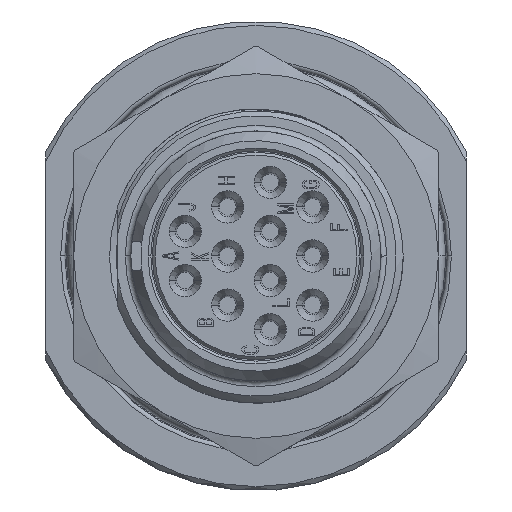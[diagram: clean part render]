
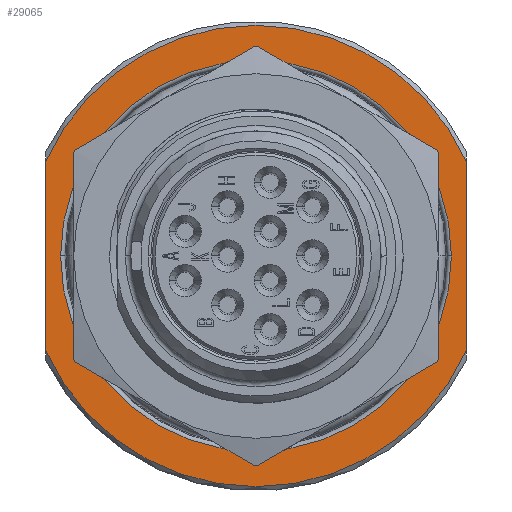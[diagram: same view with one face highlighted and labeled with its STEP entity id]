
A CAD part, left-side view. The second image highlights one B-rep face of the part: STEP entity #29065.
In plain terms, the highlighted planar face has unit normal (-1, 0, 0).
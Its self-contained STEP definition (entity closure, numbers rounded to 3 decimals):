
#107=CARTESIAN_POINT('',(20.5,15.274,-16.75));
#108=DIRECTION('',(-1.,0.,0.));
#109=DIRECTION('',(0.,0.912,-0.411));
#110=AXIS2_PLACEMENT_3D('',#107,#108,#109);
#131=DIRECTION('',(0.,0.,1.));
#132=VECTOR('',#131,13.506);
#133=CARTESIAN_POINT('',(20.5,30.274,-23.503));
#134=LINE('2095',#133,#132);
#135=DIRECTION('',(0.,0.,-1.));
#136=VECTOR('',#135,13.506);
#137=CARTESIAN_POINT('',(20.5,0.274,-9.997));
#138=LINE('2094',#137,#136);
#139=CARTESIAN_POINT('',(20.5,15.274,-16.75));
#140=DIRECTION('',(1.,0.,0.));
#141=DIRECTION('',(0.,0.912,0.411));
#142=AXIS2_PLACEMENT_3D('',#139,#140,#141);
#163=CARTESIAN_POINT('',(20.5,15.274,-16.75));
#164=DIRECTION('',(1.,0.,0.));
#165=DIRECTION('',(0.,1.,0.));
#166=AXIS2_PLACEMENT_3D('',#163,#164,#165);
#178=CARTESIAN_POINT('',(20.5,15.274,-16.75));
#179=DIRECTION('',(1.,0.,0.));
#180=DIRECTION('',(0.,-1.,0.));
#181=AXIS2_PLACEMENT_3D('',#178,#179,#180);
#24113=CARTESIAN_POINT('',(20.5,29.212,-16.75));
#24114=CARTESIAN_POINT('',(20.5,1.335,-16.75));
#24115=VERTEX_POINT('',#24113);
#24116=VERTEX_POINT('',#24114);
#24165=CARTESIAN_POINT('',(20.5,30.274,-9.997));
#24166=CARTESIAN_POINT('',(20.5,0.274,-9.997));
#24167=VERTEX_POINT('',#24165);
#24168=VERTEX_POINT('',#24166);
#24181=CARTESIAN_POINT('',(20.5,30.274,-23.503));
#24182=CARTESIAN_POINT('',(20.5,0.274,-23.503));
#24183=VERTEX_POINT('',#24181);
#24184=VERTEX_POINT('',#24182);
#29047=CARTESIAN_POINT('',(20.5,15.274,-16.75));
#29048=DIRECTION('',(1.,0.,0.));
#29049=DIRECTION('',(0.,-1.,0.));
#29050=AXIS2_PLACEMENT_3D('',#29047,#29048,#29049);
#29051=PLANE('247',#29050);
#29052=ORIENTED_EDGE('2095',*,*,#28948,.T.);
#29054=ORIENTED_EDGE('2076',*,*,#29053,.T.);
#29055=ORIENTED_EDGE('2094',*,*,#28999,.T.);
#29056=ORIENTED_EDGE('2086',*,*,#29039,.F.);
#29057=EDGE_LOOP('247',(#29052,#29054,#29055,#29056));
#29058=FACE_OUTER_BOUND('247',#29057,.F.);
#29060=ORIENTED_EDGE('2034',*,*,#29059,.F.);
#29062=ORIENTED_EDGE('2036',*,*,#29061,.F.);
#29063=EDGE_LOOP('247',(#29060,#29062));
#29064=FACE_BOUND('247',#29063,.F.);
#111=CIRCLE('2086',#110,16.45);
#143=CIRCLE('2076',#142,16.45);
#167=CIRCLE('2034',#166,13.939);
#182=CIRCLE('2036',#181,13.939);
#28948=EDGE_CURVE('2095',#24183,#24167,#134,.T.);
#28999=EDGE_CURVE('2094',#24168,#24184,#138,.T.);
#29039=EDGE_CURVE('2086',#24183,#24184,#111,.T.);
#29053=EDGE_CURVE('2076',#24167,#24168,#143,.T.);
#29059=EDGE_CURVE('2034',#24115,#24116,#167,.T.);
#29061=EDGE_CURVE('2036',#24116,#24115,#182,.T.);
#29065=ADVANCED_FACE('247',(#29058,#29064),#29051,.F.);
